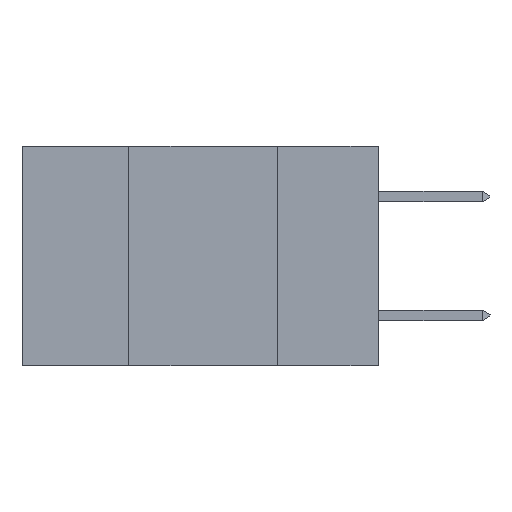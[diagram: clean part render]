
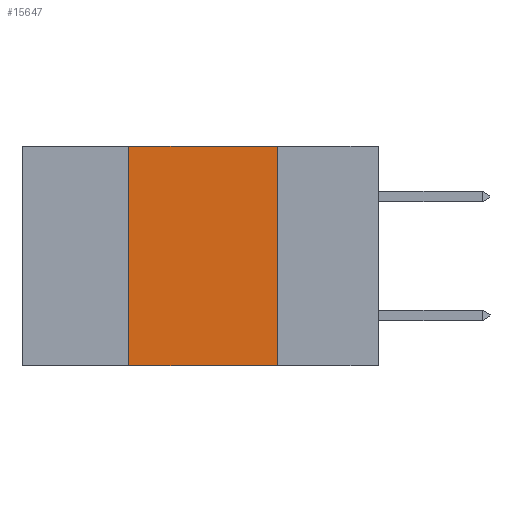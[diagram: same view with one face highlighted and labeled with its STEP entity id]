
A CAD part, left-side view. The second image highlights one B-rep face of the part: STEP entity #15647.
In plain terms, the highlighted planar face has unit normal (-1, 0, 0).
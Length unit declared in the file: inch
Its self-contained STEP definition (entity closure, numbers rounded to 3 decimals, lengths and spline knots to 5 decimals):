
#381 = VERTEX_POINT ( 'NONE', #6449 ) ;
#432 = DIRECTION ( 'NONE',  ( 0., 0., -1. ) ) ;
#573 = PLANE ( 'NONE',  #4106 ) ;
#823 = CARTESIAN_POINT ( 'NONE',  ( 0., 0.17, -0.37 ) ) ;
#1844 = VERTEX_POINT ( 'NONE', #10440 ) ;
#1973 = VECTOR ( 'NONE', #2394, 39.37008 ) ;
#2021 = CARTESIAN_POINT ( 'NONE',  ( 0., 0.6, -0.37 ) ) ;
#2318 = DIRECTION ( 'NONE',  ( 0., -1., 0. ) ) ;
#2394 = DIRECTION ( 'NONE',  ( 0., -1., 0. ) ) ;
#2423 = ORIENTED_EDGE ( 'NONE', *, *, #5084, .F. ) ;
#2741 = CARTESIAN_POINT ( 'NONE',  ( 0., 0.6, 0. ) ) ;
#3250 = LINE ( 'NONE', #4509, #16551 ) ;
#4106 = AXIS2_PLACEMENT_3D ( 'NONE', #7432, #7952, #6811 ) ;
#4315 = DIRECTION ( 'NONE',  ( 0., 0., 1. ) ) ;
#4509 = CARTESIAN_POINT ( 'NONE',  ( 0., 0.42, -0.37 ) ) ;
#4887 = EDGE_CURVE ( 'NONE', #14892, #10335, #3250, .T. ) ;
#5084 = EDGE_CURVE ( 'NONE', #381, #1844, #13743, .T. ) ;
#6174 = ORIENTED_EDGE ( 'NONE', *, *, #7836, .T. ) ;
#6449 = CARTESIAN_POINT ( 'NONE',  ( 0., 0.17, 0. ) ) ;
#6811 = DIRECTION ( 'NONE',  ( 0., 0., -1. ) ) ;
#7148 = VECTOR ( 'NONE', #2318, 39.37008 ) ;
#7432 = CARTESIAN_POINT ( 'NONE',  ( 0., 0.6, 0. ) ) ;
#7434 = EDGE_CURVE ( 'NONE', #10335, #381, #7556, .T. ) ;
#7556 = LINE ( 'NONE', #2741, #7148 ) ;
#7836 = EDGE_CURVE ( 'NONE', #14892, #1844, #11851, .T. ) ;
#7952 = DIRECTION ( 'NONE',  ( 1., 0., 0. ) ) ;
#9234 = ORIENTED_EDGE ( 'NONE', *, *, #7434, .F. ) ;
#9689 = CARTESIAN_POINT ( 'NONE',  ( 0., 0.42, -0.37 ) ) ;
#10028 = EDGE_LOOP ( 'NONE', ( #2423, #9234, #16151, #6174 ) ) ;
#10335 = VERTEX_POINT ( 'NONE', #13120 ) ;
#10440 = CARTESIAN_POINT ( 'NONE',  ( 0., 0.17, -0.37 ) ) ;
#11851 = LINE ( 'NONE', #2021, #1973 ) ;
#13120 = CARTESIAN_POINT ( 'NONE',  ( 0., 0.42, 0. ) ) ;
#13339 = VECTOR ( 'NONE', #432, 39.37008 ) ;
#13743 = LINE ( 'NONE', #823, #13339 ) ;
#14892 = VERTEX_POINT ( 'NONE', #9689 ) ;
#15328 = FACE_OUTER_BOUND ( 'NONE', #10028, .T. ) ;
#15647 = ADVANCED_FACE ( 'NONE', ( #15328 ), #573, .F. ) ;
#16151 = ORIENTED_EDGE ( 'NONE', *, *, #4887, .F. ) ;
#16551 = VECTOR ( 'NONE', #4315, 39.37008 ) ;
